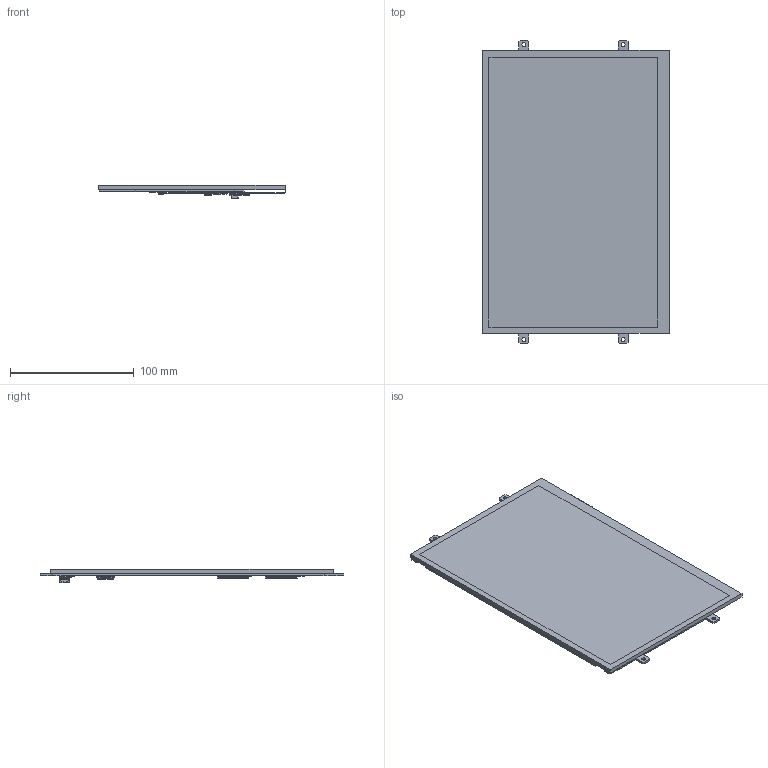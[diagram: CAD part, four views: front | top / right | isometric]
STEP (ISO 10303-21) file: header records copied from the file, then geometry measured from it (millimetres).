
FILE_DESCRIPTION(/* description */ (''),/* implementation_level */ '2;1');
FILE_NAME(/* name */ 'DPP-XH102-V1 v2.step',/* time_stamp */ '2024-02-14T13:58:46+01:00',/* author */ (''),/* organization */ (''),/* preprocessor_version */ 'ST-DEVELOPER v20',/* originating_system */ 'Autodesk Translation Framework v12.14.0.127',/* authorisation */ '');
FILE_SCHEMA (('AUTOMOTIVE_DESIGN { 1 0 10303 214 3 1 1 }'));
Products named in the file (76): DPP-XH102-V1; MX-102; 10_1 v1; Display; Rahmen; Flexkabel_10; DIB-XH102-V1; Board; Open CASCADE STEP translator 7.5 3.1.1; R18; R17; R16; R15; R14; RES-0402; R10; R9; R8; R7; R6; J416; 541044031_T; T401; R406; L401; J409; C413; C412; V500; sot-23; U504; SOT-23-5_RGB8421504; R607; R603; R513; R510; R508; R507; R506; RES0603 ...
Assembly tree (106 placements, depth 5):
  DPP-XH102-V1
    MX-102
      10_1 v1
        Display
        Rahmen
        Flexkabel_10
    DIB-XH102-V1
      Board
        Open CASCADE STEP translator 7.5 3.1.1
      R18
        RES-0402
      R17
        RES-0402
      R16
        RES-0402
      R15
        RES-0402
      R14
        RES-0402
      R10
        RES0603
      R9
        RES0603
      R8
        RES0603
      R7
        RES0603
      R6
        RES0603
      J416
        541044031_T
          Open CASCADE STEP translator 7.5 3.12.1.1
          Open CASCADE STEP translator 7.5 3.12.1.2
      T401
        sot-23
      R406
        RES0603
      L401
        User Library-ind_0805
      J409
        RES0603
      C413
        User Library-CAPC1608X09
      C412
        User Library-CAPC1608X09
      V500
        sot-23
      U504
        SOT-23-5_RGB8421504
      R607
        RES0603
      R603
        RES0603
      R513
        RES0603
      R510
        RES0603
      R508
        RES0603
      R507
Bounding box: 150.8 x 245 x 10.7 mm (x, y, z)
Volume: 164304.9 mm3; surface area: 136826.4 mm2
Topology: 109 solids, 111 shells, 6825 faces, 20146 edges, 13055 vertices
Faces by surface type: plane 5445, cylinder 782, bspline 420, sphere 176, torus 2
Full cylindrical faces by diameter (mm): 3.2 x4, 4 x1
Entity records: 130553 total; most frequent: CARTESIAN_POINT 30615, ORIENTED_EDGE 21598, DIRECTION 18722, EDGE_CURVE 10799, LINE 9538, VECTOR 9538, VERTEX_POINT 7021, AXIS2_PLACEMENT_3D 4592
